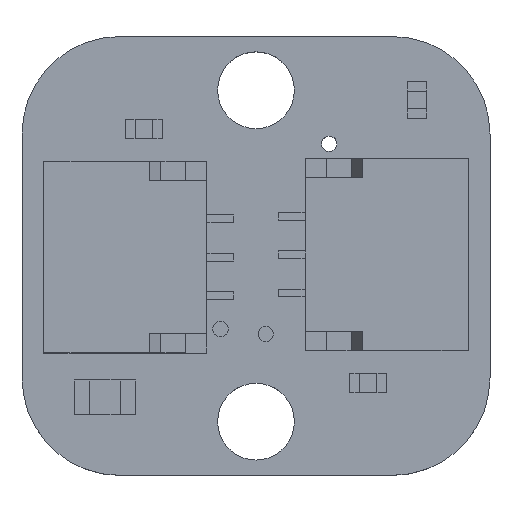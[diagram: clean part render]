
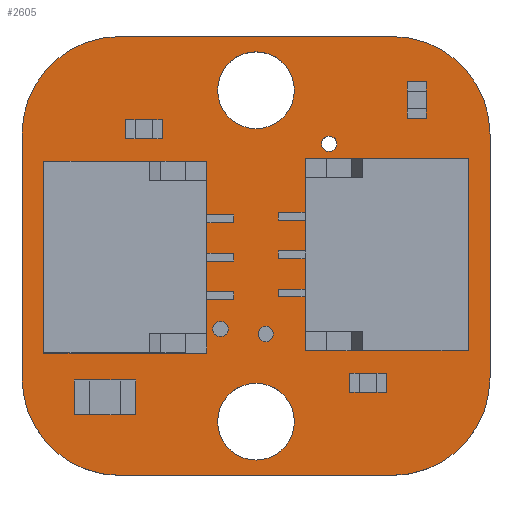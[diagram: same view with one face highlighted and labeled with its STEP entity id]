
A CAD part, top view. The second image highlights one B-rep face of the part: STEP entity #2605.
In plain terms, the highlighted planar face has unit normal (0, 0, 1).
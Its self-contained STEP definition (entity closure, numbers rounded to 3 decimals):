
#60=FACE_BOUND('',#361,.T.);
#61=FACE_BOUND('',#362,.T.);
#62=FACE_BOUND('',#363,.T.);
#63=FACE_BOUND('',#364,.T.);
#64=FACE_BOUND('',#365,.T.);
#65=FACE_BOUND('',#366,.T.);
#66=FACE_BOUND('',#367,.T.);
#67=FACE_BOUND('',#368,.T.);
#68=FACE_BOUND('',#369,.T.);
#87=PLANE('',#2833);
#223=FACE_OUTER_BOUND('',#360,.T.);
#360=EDGE_LOOP('',(#1833,#1834,#1835,#1836,#1837,#1838,#1839,#1840));
#361=EDGE_LOOP('',(#1841));
#362=EDGE_LOOP('',(#1842));
#363=EDGE_LOOP('',(#1843));
#364=EDGE_LOOP('',(#1844));
#365=EDGE_LOOP('',(#1845));
#366=EDGE_LOOP('',(#1846));
#367=EDGE_LOOP('',(#1847));
#368=EDGE_LOOP('',(#1848));
#369=EDGE_LOOP('',(#1849));
#514=LINE('',#3712,#838);
#518=LINE('',#3724,#842);
#522=LINE('',#3736,#846);
#526=LINE('',#3748,#850);
#838=VECTOR('',#3038,10.);
#842=VECTOR('',#3050,10.);
#846=VECTOR('',#3062,10.);
#850=VECTOR('',#3074,10.);
#1152=CIRCLE('',#2792,0.2);
#1154=CIRCLE('',#2795,0.2);
#1156=CIRCLE('',#2798,0.2);
#1158=CIRCLE('',#2801,0.2);
#1160=CIRCLE('',#2804,0.2);
#1162=CIRCLE('',#2807,0.2);
#1164=CIRCLE('',#2810,0.2);
#1165=CIRCLE('',#2812,1.);
#1167=CIRCLE('',#2815,1.);
#1170=CIRCLE('',#2820,2.54);
#1172=CIRCLE('',#2824,2.54);
#1174=CIRCLE('',#2828,2.54);
#1176=CIRCLE('',#2832,2.54);
#1180=VERTEX_POINT('',#3654);
#1182=VERTEX_POINT('',#3660);
#1184=VERTEX_POINT('',#3666);
#1186=VERTEX_POINT('',#3672);
#1188=VERTEX_POINT('',#3678);
#1190=VERTEX_POINT('',#3684);
#1192=VERTEX_POINT('',#3690);
#1193=VERTEX_POINT('',#3694);
#1195=VERTEX_POINT('',#3700);
#1199=VERTEX_POINT('',#3709);
#1200=VERTEX_POINT('',#3711);
#1202=VERTEX_POINT('',#3717);
#1204=VERTEX_POINT('',#3723);
#1206=VERTEX_POINT('',#3729);
#1208=VERTEX_POINT('',#3735);
#1210=VERTEX_POINT('',#3741);
#1212=VERTEX_POINT('',#3747);
#1415=EDGE_CURVE('',#1180,#1180,#1152,.T.);
#1418=EDGE_CURVE('',#1182,#1182,#1154,.T.);
#1421=EDGE_CURVE('',#1184,#1184,#1156,.T.);
#1424=EDGE_CURVE('',#1186,#1186,#1158,.T.);
#1427=EDGE_CURVE('',#1188,#1188,#1160,.T.);
#1430=EDGE_CURVE('',#1190,#1190,#1162,.T.);
#1433=EDGE_CURVE('',#1192,#1192,#1164,.T.);
#1434=EDGE_CURVE('',#1193,#1193,#1165,.T.);
#1437=EDGE_CURVE('',#1195,#1195,#1167,.T.);
#1442=EDGE_CURVE('',#1200,#1199,#514,.T.);
#1445=EDGE_CURVE('',#1202,#1200,#1170,.T.);
#1448=EDGE_CURVE('',#1204,#1202,#518,.T.);
#1451=EDGE_CURVE('',#1206,#1204,#1172,.T.);
#1454=EDGE_CURVE('',#1208,#1206,#522,.T.);
#1457=EDGE_CURVE('',#1210,#1208,#1174,.T.);
#1460=EDGE_CURVE('',#1212,#1210,#526,.T.);
#1463=EDGE_CURVE('',#1199,#1212,#1176,.T.);
#1833=ORIENTED_EDGE('',*,*,#1463,.T.);
#1834=ORIENTED_EDGE('',*,*,#1460,.T.);
#1835=ORIENTED_EDGE('',*,*,#1457,.T.);
#1836=ORIENTED_EDGE('',*,*,#1454,.T.);
#1837=ORIENTED_EDGE('',*,*,#1451,.T.);
#1838=ORIENTED_EDGE('',*,*,#1448,.T.);
#1839=ORIENTED_EDGE('',*,*,#1445,.T.);
#1840=ORIENTED_EDGE('',*,*,#1442,.T.);
#1841=ORIENTED_EDGE('',*,*,#1415,.T.);
#1842=ORIENTED_EDGE('',*,*,#1418,.T.);
#1843=ORIENTED_EDGE('',*,*,#1421,.T.);
#1844=ORIENTED_EDGE('',*,*,#1424,.T.);
#1845=ORIENTED_EDGE('',*,*,#1427,.T.);
#1846=ORIENTED_EDGE('',*,*,#1430,.T.);
#1847=ORIENTED_EDGE('',*,*,#1433,.T.);
#1848=ORIENTED_EDGE('',*,*,#1437,.T.);
#1849=ORIENTED_EDGE('',*,*,#1434,.T.);
#2605=ADVANCED_FACE('',(#223,#60,#61,#62,#63,#64,#65,#66,#67,#68),#87,.T.);
#2792=AXIS2_PLACEMENT_3D('',#3656,#2976,#2977);
#2795=AXIS2_PLACEMENT_3D('',#3662,#2983,#2984);
#2798=AXIS2_PLACEMENT_3D('',#3668,#2990,#2991);
#2801=AXIS2_PLACEMENT_3D('',#3674,#2997,#2998);
#2804=AXIS2_PLACEMENT_3D('',#3680,#3004,#3005);
#2807=AXIS2_PLACEMENT_3D('',#3686,#3011,#3012);
#2810=AXIS2_PLACEMENT_3D('',#3692,#3018,#3019);
#2812=AXIS2_PLACEMENT_3D('',#3695,#3022,#3023);
#2815=AXIS2_PLACEMENT_3D('',#3701,#3029,#3030);
#2820=AXIS2_PLACEMENT_3D('',#3718,#3044,#3045);
#2824=AXIS2_PLACEMENT_3D('',#3730,#3056,#3057);
#2828=AXIS2_PLACEMENT_3D('',#3742,#3068,#3069);
#2832=AXIS2_PLACEMENT_3D('',#3752,#3080,#3081);
#2833=AXIS2_PLACEMENT_3D('',#3753,#3082,#3083);
#2976=DIRECTION('center_axis',(0.,0.,-1.));
#2977=DIRECTION('ref_axis',(1.,0.,0.));
#2983=DIRECTION('center_axis',(0.,0.,-1.));
#2984=DIRECTION('ref_axis',(1.,0.,0.));
#2990=DIRECTION('center_axis',(0.,0.,-1.));
#2991=DIRECTION('ref_axis',(1.,0.,0.));
#2997=DIRECTION('center_axis',(0.,0.,-1.));
#2998=DIRECTION('ref_axis',(1.,0.,0.));
#3004=DIRECTION('center_axis',(0.,0.,-1.));
#3005=DIRECTION('ref_axis',(1.,0.,0.));
#3011=DIRECTION('center_axis',(0.,0.,-1.));
#3012=DIRECTION('ref_axis',(1.,0.,0.));
#3018=DIRECTION('center_axis',(0.,0.,-1.));
#3019=DIRECTION('ref_axis',(1.,0.,0.));
#3022=DIRECTION('center_axis',(0.,0.,-1.));
#3023=DIRECTION('ref_axis',(1.,0.,0.));
#3029=DIRECTION('center_axis',(0.,0.,-1.));
#3030=DIRECTION('ref_axis',(1.,0.,0.));
#3038=DIRECTION('',(0.,1.,0.));
#3044=DIRECTION('center_axis',(0.,0.,1.));
#3045=DIRECTION('ref_axis',(0.,-1.,0.));
#3050=DIRECTION('',(1.,0.,0.));
#3056=DIRECTION('center_axis',(0.,0.,1.));
#3057=DIRECTION('ref_axis',(-1.,0.,0.));
#3062=DIRECTION('',(0.,-1.,0.));
#3068=DIRECTION('center_axis',(0.,0.,1.));
#3069=DIRECTION('ref_axis',(0.,1.,0.));
#3074=DIRECTION('',(-1.,0.,0.));
#3080=DIRECTION('center_axis',(0.,0.,1.));
#3081=DIRECTION('ref_axis',(1.,0.,0.));
#3082=DIRECTION('center_axis',(0.,0.,1.));
#3083=DIRECTION('ref_axis',(1.,0.,0.));
#3654=CARTESIAN_POINT('',(1.705,2.921,1.57));
#3656=CARTESIAN_POINT('Origin',(1.905,2.921,1.57));
#3660=CARTESIAN_POINT('',(-5.026,-0.762,1.57));
#3662=CARTESIAN_POINT('Origin',(-4.826,-0.762,1.57));
#3666=CARTESIAN_POINT('',(0.054,-2.032,1.57));
#3668=CARTESIAN_POINT('Origin',(0.254,-2.032,1.57));
#3672=CARTESIAN_POINT('',(4.626,-0.762,1.57));
#3674=CARTESIAN_POINT('Origin',(4.826,-0.762,1.57));
#3678=CARTESIAN_POINT('',(2.634,-0.294,1.57));
#3680=CARTESIAN_POINT('Origin',(2.834,-0.294,1.57));
#3684=CARTESIAN_POINT('',(-3.502,0.508,1.57));
#3686=CARTESIAN_POINT('Origin',(-3.302,0.508,1.57));
#3690=CARTESIAN_POINT('',(-1.125,-1.905,1.57));
#3692=CARTESIAN_POINT('Origin',(-0.925,-1.905,1.57));
#3694=CARTESIAN_POINT('',(-1.,4.318,1.57));
#3695=CARTESIAN_POINT('Origin',(0.,4.318,1.57));
#3700=CARTESIAN_POINT('',(-1.,-4.318,1.57));
#3701=CARTESIAN_POINT('Origin',(0.,-4.318,1.57));
#3709=CARTESIAN_POINT('',(6.096,3.175,1.57));
#3711=CARTESIAN_POINT('',(6.096,-3.175,1.57));
#3712=CARTESIAN_POINT('',(6.096,3.175,1.57));
#3717=CARTESIAN_POINT('',(3.556,-5.715,1.57));
#3718=CARTESIAN_POINT('Origin',(3.556,-3.175,1.57));
#3723=CARTESIAN_POINT('',(-3.556,-5.715,1.57));
#3724=CARTESIAN_POINT('',(3.556,-5.715,1.57));
#3729=CARTESIAN_POINT('',(-6.096,-3.175,1.57));
#3730=CARTESIAN_POINT('Origin',(-3.556,-3.175,1.57));
#3735=CARTESIAN_POINT('',(-6.096,3.175,1.57));
#3736=CARTESIAN_POINT('',(-6.096,-3.175,1.57));
#3741=CARTESIAN_POINT('',(-3.556,5.715,1.57));
#3742=CARTESIAN_POINT('Origin',(-3.556,3.175,1.57));
#3747=CARTESIAN_POINT('',(3.556,5.715,1.57));
#3748=CARTESIAN_POINT('',(-3.556,5.715,1.57));
#3752=CARTESIAN_POINT('Origin',(3.556,3.175,1.57));
#3753=CARTESIAN_POINT('Origin',(0.,0.,1.57));
